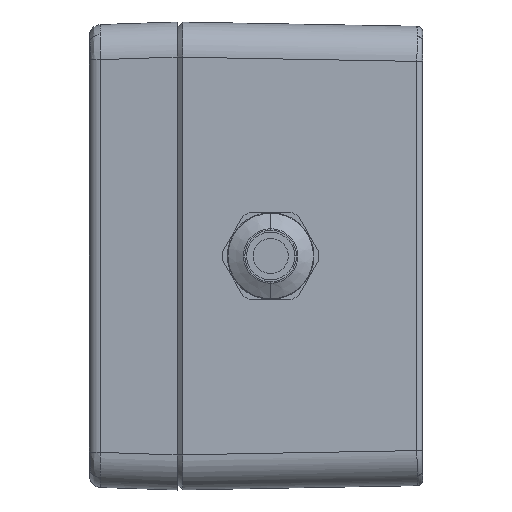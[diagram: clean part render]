
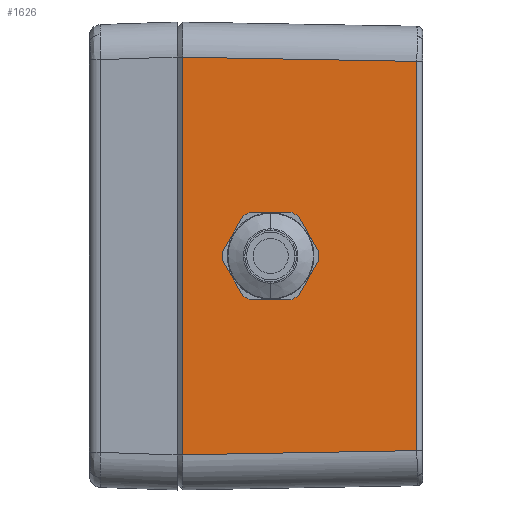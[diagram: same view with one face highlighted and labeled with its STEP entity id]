
A CAD part, left-side view. The second image highlights one B-rep face of the part: STEP entity #1626.
In plain terms, the highlighted planar face has unit normal (-1, -0.018, 0).
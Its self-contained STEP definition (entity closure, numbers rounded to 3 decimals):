
#300=FACE_BOUND('',#4316,.F.);
#431=PLANE('',#22451);
#1626=ADVANCED_FACE('',(#300,#2962),#431,.T.);
#2962=FACE_OUTER_BOUND('',#4317,.F.);
#4316=EDGE_LOOP('',(#6900,#6901));
#4317=EDGE_LOOP('',(#6902,#6903,#6904,#6905));
#6900=ORIENTED_EDGE('',*,*,#16623,.T.);
#6901=ORIENTED_EDGE('',*,*,#16624,.T.);
#6902=ORIENTED_EDGE('',*,*,#16651,.F.);
#6903=ORIENTED_EDGE('',*,*,#16650,.F.);
#6904=ORIENTED_EDGE('',*,*,#16649,.F.);
#6905=ORIENTED_EDGE('',*,*,#16648,.F.);
#12341=LINE('',#46774,#13486);
#12342=LINE('',#46775,#13487);
#12343=LINE('',#46776,#13488);
#12344=LINE('',#46777,#13489);
#13486=VECTOR('',#24283,40.038);
#13487=VECTOR('',#24284,66.537);
#13488=VECTOR('',#24285,40.038);
#13489=VECTOR('',#24286,67.966);
#16623=EDGE_CURVE('',#21374,#21373,#19234,.T.);
#16624=EDGE_CURVE('',#21373,#21374,#19235,.T.);
#16648=EDGE_CURVE('',#21349,#21348,#12341,.T.);
#16649=EDGE_CURVE('',#21348,#21347,#12342,.T.);
#16650=EDGE_CURVE('',#21347,#21346,#12343,.T.);
#16651=EDGE_CURVE('',#21346,#21349,#12344,.T.);
#19234=CIRCLE('',#22163,6.);
#19235=CIRCLE('',#22164,6.);
#21346=VERTEX_POINT('',#46641);
#21347=VERTEX_POINT('',#46642);
#21348=VERTEX_POINT('',#46643);
#21349=VERTEX_POINT('',#46644);
#21373=VERTEX_POINT('',#46668);
#21374=VERTEX_POINT('',#46669);
#22163=AXIS2_PLACEMENT_3D('',#46714,#24263,#24264);
#22164=AXIS2_PLACEMENT_3D('',#46715,#24265,#24266);
#22451=AXIS2_PLACEMENT_3D('',#55050,#25561,#25562);
#24263=DIRECTION('',(-1.,-0.018,0.));
#24264=DIRECTION('',(0.,0.,-1.));
#24265=DIRECTION('',(-1.,-0.018,0.));
#24266=DIRECTION('',(0.,0.,1.));
#24283=DIRECTION('',(0.018,-1.,0.018));
#24284=DIRECTION('',(0.,0.,1.));
#24285=DIRECTION('',(-0.018,1.,0.018));
#24286=DIRECTION('',(0.,0.,-1.));
#25561=DIRECTION('',(-1.,-0.018,0.));
#25562=DIRECTION('',(0.018,-1.,0.));
#46641=CARTESIAN_POINT('',(-62.482,-0.993,
33.983));
#46642=CARTESIAN_POINT('',(-61.768,-41.018,
33.268));
#46643=CARTESIAN_POINT('',(-61.768,-41.018,
-33.268));
#46644=CARTESIAN_POINT('',(-62.482,-0.993,
-33.983));
#46668=CARTESIAN_POINT('',(-62.219,-15.717,6.));
#46669=CARTESIAN_POINT('',(-62.219,-15.717,
-6.));
#46714=CARTESIAN_POINT('',(-62.219,-15.717,
0.));
#46715=CARTESIAN_POINT('',(-62.219,-15.717,
0.));
#46774=CARTESIAN_POINT('',(-62.482,-0.993,
-33.983));
#46775=CARTESIAN_POINT('',(-61.768,-41.018,
-33.268));
#46776=CARTESIAN_POINT('',(-61.768,-41.018,
33.268));
#46777=CARTESIAN_POINT('',(-62.482,-0.993,
33.983));
#55050=CARTESIAN_POINT('',(-62.543,2.405,
-37.382));
